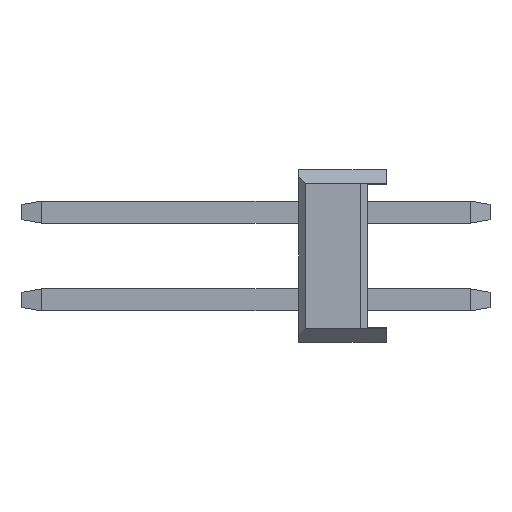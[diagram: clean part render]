
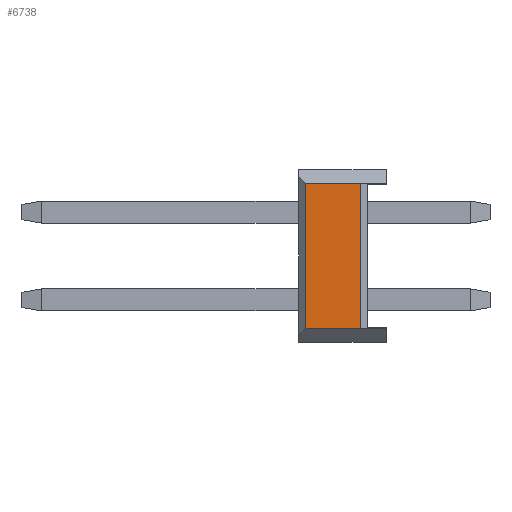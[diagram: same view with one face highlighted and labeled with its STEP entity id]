
A CAD part, left-side view. The second image highlights one B-rep face of the part: STEP entity #6738.
In plain terms, the highlighted planar face has unit normal (-1, 0, 0).
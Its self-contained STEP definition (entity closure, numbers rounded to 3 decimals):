
#168 = VERTEX_POINT ( 'NONE', #11148 ) ;
#1470 = CARTESIAN_POINT ( 'NONE',  ( -1.27, 0.74, 2.1 ) ) ;
#1570 = AXIS2_PLACEMENT_3D ( 'NONE', #5578, #2906, #9163 ) ;
#2018 = EDGE_LOOP ( 'NONE', ( #2232, #9893, #8899, #3830 ) ) ;
#2190 = VERTEX_POINT ( 'NONE', #11573 ) ;
#2232 = ORIENTED_EDGE ( 'NONE', *, *, #2982, .F. ) ;
#2436 = DIRECTION ( 'NONE',  ( 0., -1., 0. ) ) ;
#2906 = DIRECTION ( 'NONE',  ( 1., 0., 0. ) ) ;
#2982 = EDGE_CURVE ( 'NONE', #7368, #10778, #8115, .T. ) ;
#3756 = PLANE ( 'NONE',  #1570 ) ;
#3830 = ORIENTED_EDGE ( 'NONE', *, *, #7926, .T. ) ;
#5125 = DIRECTION ( 'NONE',  ( 0., 0., -1. ) ) ;
#5578 = CARTESIAN_POINT ( 'NONE',  ( -1.27, 2.54, 2.1 ) ) ;
#6016 = VECTOR ( 'NONE', #6036, 1000. ) ;
#6036 = DIRECTION ( 'NONE',  ( 0., -1., 0. ) ) ;
#6460 = LINE ( 'NONE', #7776, #10633 ) ;
#6606 = LINE ( 'NONE', #11348, #11620 ) ;
#6738 = ADVANCED_FACE ( 'NONE', ( #11381 ), #3756, .F. ) ;
#7285 = EDGE_CURVE ( 'NONE', #168, #2190, #6606, .T. ) ;
#7368 = VERTEX_POINT ( 'NONE', #7925 ) ;
#7776 = CARTESIAN_POINT ( 'NONE',  ( -1.27, 2.34, 2.1 ) ) ;
#7925 = CARTESIAN_POINT ( 'NONE',  ( -1.27, 2.34, 2.1 ) ) ;
#7926 = EDGE_CURVE ( 'NONE', #2190, #10778, #10625, .T. ) ;
#7983 = VECTOR ( 'NONE', #11201, 1000. ) ;
#8115 = LINE ( 'NONE', #11369, #6016 ) ;
#8899 = ORIENTED_EDGE ( 'NONE', *, *, #7285, .T. ) ;
#9163 = DIRECTION ( 'NONE',  ( 0., 0., -1. ) ) ;
#9893 = ORIENTED_EDGE ( 'NONE', *, *, #11512, .T. ) ;
#10312 = CARTESIAN_POINT ( 'NONE',  ( -1.27, 0.74, -2.1 ) ) ;
#10625 = LINE ( 'NONE', #10312, #7983 ) ;
#10633 = VECTOR ( 'NONE', #5125, 1000. ) ;
#10778 = VERTEX_POINT ( 'NONE', #1470 ) ;
#11148 = CARTESIAN_POINT ( 'NONE',  ( -1.27, 2.34, -2.1 ) ) ;
#11201 = DIRECTION ( 'NONE',  ( 0., 0., 1. ) ) ;
#11348 = CARTESIAN_POINT ( 'NONE',  ( -1.27, 2.54, -2.1 ) ) ;
#11369 = CARTESIAN_POINT ( 'NONE',  ( -1.27, 2.54, 2.1 ) ) ;
#11381 = FACE_OUTER_BOUND ( 'NONE', #2018, .T. ) ;
#11512 = EDGE_CURVE ( 'NONE', #7368, #168, #6460, .T. ) ;
#11573 = CARTESIAN_POINT ( 'NONE',  ( -1.27, 0.74, -2.1 ) ) ;
#11620 = VECTOR ( 'NONE', #2436, 1000. ) ;
